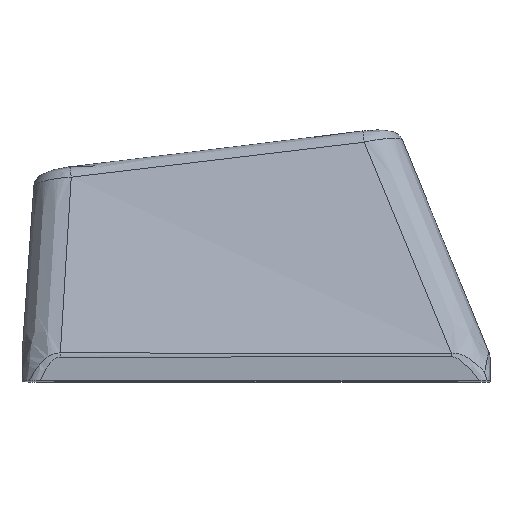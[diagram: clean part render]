
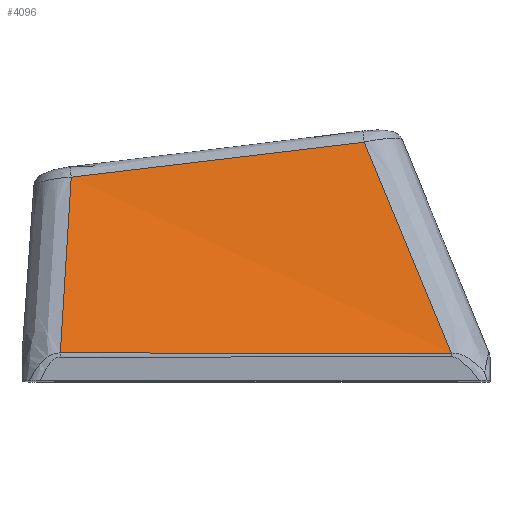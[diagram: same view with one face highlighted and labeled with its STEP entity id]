
A CAD part, top view. The second image highlights one B-rep face of the part: STEP entity #4096.
In plain terms, the highlighted free-form (B-spline) face has degree [3, 1] with [6, 2] control points.
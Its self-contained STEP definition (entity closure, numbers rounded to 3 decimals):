
#131 = CARTESIAN_POINT ( 'NONE',  ( -7.491, 0.62, 11.163 ) ) ;
#132 = CARTESIAN_POINT ( 'NONE',  ( 5.099, 5.93, 9.67 ) ) ;
#152 = CARTESIAN_POINT ( 'NONE',  ( 7.171, 0.916, 11.112 ) ) ;
#226 = CARTESIAN_POINT ( 'NONE',  ( -7.425, 1.676, 10.801 ) ) ;
#248 = CARTESIAN_POINT ( 'NONE',  ( 5.407, 5.187, 9.884 ) ) ;
#253 = CARTESIAN_POINT ( 'NONE',  ( -6.419, 6.926, 9.037 ) ) ;
#392 = CARTESIAN_POINT ( 'NONE',  ( 3.078, 8.573, 8.875 ) ) ;
#546 = CARTESIAN_POINT ( 'NONE',  ( -7.108, 6.844, 9.038 ) ) ;
#561 = CARTESIAN_POINT ( 'NONE',  ( 4.163, 8.189, 9.018 ) ) ;
#582 = CARTESIAN_POINT ( 'NONE',  ( -7.122, 6.608, 9.119 ) ) ;
#583 = CARTESIAN_POINT ( 'NONE',  ( -5.192, 0.077, 11.349 ) ) ;
#588 = CARTESIAN_POINT ( 'NONE',  ( 4.163, 8.189, 9.018 ) ) ;
#648 = CARTESIAN_POINT ( 'NONE',  ( 4.163, 8.189, 9.018 ) ) ;
#652 = ORIENTED_EDGE ( 'NONE', *, *, #1045, .T. ) ;
#776 = EDGE_CURVE ( 'NONE', #2376, #2575, #2463, .T. ) ;
#783 = CARTESIAN_POINT ( 'NONE',  ( -7.267, 4.209, 9.935 ) ) ;
#821 = CARTESIAN_POINT ( 'NONE',  ( 5.714, 4.444, 10.098 ) ) ;
#860 = CARTESIAN_POINT ( 'NONE',  ( -1.492, 7.512, 9.027 ) ) ;
#900 = CARTESIAN_POINT ( 'NONE',  ( -4.777, 7.121, 9.034 ) ) ;
#914 = CARTESIAN_POINT ( 'NONE',  ( -7.525, 0.079, 11.348 ) ) ;
#936 = CARTESIAN_POINT ( 'NONE',  ( 5.847, 0.069, 11.355 ) ) ;
#980 = EDGE_CURVE ( 'NONE', #4143, #2376, #1659, .T. ) ;
#983 = CARTESIAN_POINT ( 'NONE',  ( 4.172, 0.07, 11.354 ) ) ;
#1030 = CARTESIAN_POINT ( 'NONE',  ( 0.762, 8.288, 8.875 ) ) ;
#1045 = EDGE_CURVE ( 'NONE', #2019, #4143, #2002, .T. ) ;
#1086 = CARTESIAN_POINT ( 'NONE',  ( 6.996, 1.34, 10.99 ) ) ;
#1212 = CARTESIAN_POINT ( 'NONE',  ( -0.765, 7.599, 9.026 ) ) ;
#1244 = CARTESIAN_POINT ( 'NONE',  ( 0.823, 0.072, 11.353 ) ) ;
#1250 = CARTESIAN_POINT ( 'NONE',  ( 1.847, 7.911, 9.021 ) ) ;
#1309 = CARTESIAN_POINT ( 'NONE',  ( -6.859, 0.078, 11.348 ) ) ;
#1364 = CARTESIAN_POINT ( 'NONE',  ( -6.186, 7.435, 8.875 ) ) ;
#1389 = FACE_OUTER_BOUND ( 'NONE', #1953, .T. ) ;
#1420 = CARTESIAN_POINT ( 'NONE',  ( -7.136, 6.372, 9.199 ) ) ;
#1421 = CARTESIAN_POINT ( 'NONE',  ( 4.788, 6.683, 9.453 ) ) ;
#1548 = CARTESIAN_POINT ( 'NONE',  ( -6.649, 6.899, 9.037 ) ) ;
#1604 = CARTESIAN_POINT ( 'NONE',  ( 2.498, 0.071, 11.353 ) ) ;
#1659 = B_SPLINE_CURVE_WITH_KNOTS ( 'NONE', 3,
 ( #2078, #1741, #152, #1086, #2357, #3367, #2380, #821, #248, #132, #1421, #3958, #561 ),
 .UNSPECIFIED., .F., .F.,
 ( 4, 3, 3, 3, 4 ),
 ( 0., 0.002, 0.004, 0.007, 0.009 ),
 .UNSPECIFIED. ) ;
#1740 = CARTESIAN_POINT ( 'NONE',  ( -7.208, 5.172, 9.607 ) ) ;
#1741 = CARTESIAN_POINT ( 'NONE',  ( 7.346, 0.492, 11.234 ) ) ;
#1878 = CARTESIAN_POINT ( 'NONE',  ( -7.327, 3.246, 10.264 ) ) ;
#1883 = B_SPLINE_CURVE_WITH_KNOTS ( 'NONE', 3,
 ( #2399, #582, #1420, #3668, #1740, #783, #1878, #2688, #226, #3032, #131, #3455, #2077 ),
 .UNSPECIFIED., .F., .F.,
 ( 4, 3, 3, 3, 4 ),
 ( 0., 0.001, 0.004, 0.006, 0.007 ),
 .UNSPECIFIED. ) ;
#1908 = CARTESIAN_POINT ( 'NONE',  ( -0.038, 7.686, 9.025 ) ) ;
#1929 = ORIENTED_EDGE ( 'NONE', *, *, #776, .T. ) ;
#1953 = EDGE_LOOP ( 'NONE', ( #2430, #652, #3216, #1929 ) ) ;
#2002 = B_SPLINE_CURVE_WITH_KNOTS ( 'NONE', 3,
 ( #914, #3229, #1309, #2846, #583, #2904, #3553, #2549, #1244, #1604, #983, #936, #4111 ),
 .UNSPECIFIED., .F., .F.,
 ( 4, 3, 3, 3, 4 ),
 ( 0., 0.001, 0.005, 0.01, 0.015 ),
 .UNSPECIFIED. ) ;
#2019 = VERTEX_POINT ( 'NONE', #2098 ) ;
#2065 = CARTESIAN_POINT ( 'NONE',  ( -9., 0., 11.375 ) ) ;
#2077 = CARTESIAN_POINT ( 'NONE',  ( -7.525, 0.079, 11.348 ) ) ;
#2078 = CARTESIAN_POINT ( 'NONE',  ( 7.521, 0.068, 11.356 ) ) ;
#2098 = CARTESIAN_POINT ( 'NONE',  ( -7.525, 0.079, 11.348 ) ) ;
#2155 = CARTESIAN_POINT ( 'NONE',  ( -3.135, 7.316, 9.03 ) ) ;
#2357 = CARTESIAN_POINT ( 'NONE',  ( 6.671, 2.127, 10.765 ) ) ;
#2368 = CARTESIAN_POINT ( 'NONE',  ( 9., 0., 11.375 ) ) ;
#2376 = VERTEX_POINT ( 'NONE', #648 ) ;
#2380 = CARTESIAN_POINT ( 'NONE',  ( 6.021, 3.701, 10.312 ) ) ;
#2399 = CARTESIAN_POINT ( 'NONE',  ( -7.108, 6.844, 9.038 ) ) ;
#2430 = ORIENTED_EDGE ( 'NONE', *, *, #3683, .T. ) ;
#2463 = B_SPLINE_CURVE_WITH_KNOTS ( 'NONE', 3,
 ( #588, #2495, #1250, #2577, #1908, #1212, #860, #2155, #900, #253, #1548, #3442, #546 ),
 .UNSPECIFIED., .F., .F.,
 ( 4, 3, 3, 3, 4 ),
 ( 0.001, 0.005, 0.007, 0.012, 0.013 ),
 .UNSPECIFIED. ) ;
#2495 = CARTESIAN_POINT ( 'NONE',  ( 3.005, 8.05, 9.019 ) ) ;
#2549 = CARTESIAN_POINT ( 'NONE',  ( -0.851, 0.073, 11.352 ) ) ;
#2575 = VERTEX_POINT ( 'NONE', #3464 ) ;
#2577 = CARTESIAN_POINT ( 'NONE',  ( 0.689, 7.773, 9.023 ) ) ;
#2676 = CARTESIAN_POINT ( 'NONE',  ( -3.87, 7.72, 8.875 ) ) ;
#2688 = CARTESIAN_POINT ( 'NONE',  ( -7.376, 2.461, 10.532 ) ) ;
#2846 = CARTESIAN_POINT ( 'NONE',  ( -6.525, 0.078, 11.349 ) ) ;
#2904 = CARTESIAN_POINT ( 'NONE',  ( -3.859, 0.076, 11.35 ) ) ;
#2946 = CARTESIAN_POINT ( 'NONE',  ( 7.521, 0.068, 11.356 ) ) ;
#2973 = CARTESIAN_POINT ( 'NONE',  ( 5.394, 8.857, 8.875 ) ) ;
#3032 = CARTESIAN_POINT ( 'NONE',  ( -7.474, 0.89, 11.07 ) ) ;
#3216 = ORIENTED_EDGE ( 'NONE', *, *, #980, .T. ) ;
#3229 = CARTESIAN_POINT ( 'NONE',  ( -7.192, 0.079, 11.348 ) ) ;
#3291 = CARTESIAN_POINT ( 'NONE',  ( 3., 0., 11.375 ) ) ;
#3311 = CARTESIAN_POINT ( 'NONE',  ( -8.502, 7.151, 8.875 ) ) ;
#3331 = CARTESIAN_POINT ( 'NONE',  ( -6., 0., 11.375 ) ) ;
#3367 = CARTESIAN_POINT ( 'NONE',  ( 6.347, 2.914, 10.539 ) ) ;
#3442 = CARTESIAN_POINT ( 'NONE',  ( -6.878, 6.872, 9.038 ) ) ;
#3455 = CARTESIAN_POINT ( 'NONE',  ( -7.508, 0.349, 11.255 ) ) ;
#3464 = CARTESIAN_POINT ( 'NONE',  ( -7.108, 6.844, 9.038 ) ) ;
#3477 = B_SPLINE_SURFACE_WITH_KNOTS ( 'NONE', 3, 1, ( 
 ( #2065, #3311 ),
 ( #3331, #1364 ),
 ( #3571, #2676 ),
 ( #3291, #1030 ),
 ( #3880, #392 ),
 ( #2368, #2973 ) ),
 .UNSPECIFIED., .F., .F., .F.,
 ( 4, 2, 4 ),
 ( 2, 2 ),
 ( 0., 0.5, 1. ),
 ( 0., 1. ),
 .UNSPECIFIED. ) ;
#3553 = CARTESIAN_POINT ( 'NONE',  ( -2.525, 0.075, 11.351 ) ) ;
#3571 = CARTESIAN_POINT ( 'NONE',  ( -3., 0., 11.375 ) ) ;
#3668 = CARTESIAN_POINT ( 'NONE',  ( -7.151, 6.135, 9.279 ) ) ;
#3683 = EDGE_CURVE ( 'NONE', #2575, #2019, #1883, .T. ) ;
#3880 = CARTESIAN_POINT ( 'NONE',  ( 6., 0., 11.375 ) ) ;
#3958 = CARTESIAN_POINT ( 'NONE',  ( 4.476, 7.436, 9.235 ) ) ;
#4096 = ADVANCED_FACE ( 'NONE', ( #1389 ), #3477, .T. ) ;
#4111 = CARTESIAN_POINT ( 'NONE',  ( 7.521, 0.068, 11.356 ) ) ;
#4143 = VERTEX_POINT ( 'NONE', #2946 ) ;
